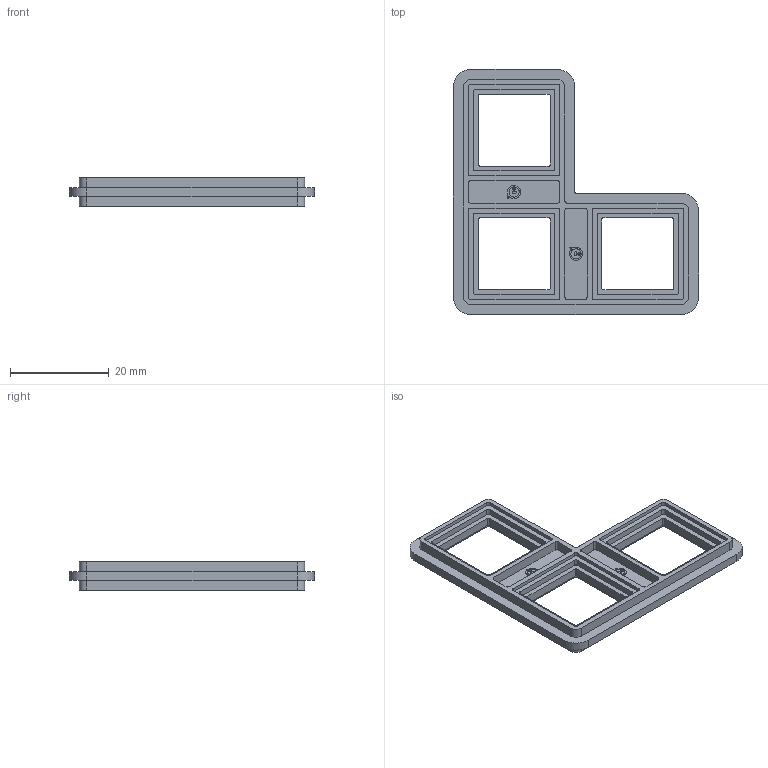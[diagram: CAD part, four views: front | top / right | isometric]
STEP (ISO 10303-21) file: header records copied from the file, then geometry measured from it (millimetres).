
FILE_DESCRIPTION (( 'STEP AP214' ), '1' );
FILE_NAME ('750-0999-119 Rev1.STEP', '2022-10-26T23:55:46', ( '' ), ( '' ), 'SwSTEP 2.0', 'SolidWorks 2021', '' );
FILE_SCHEMA (( 'AUTOMOTIVE_DESIGN' ));
Length unit declared in the file: millimetre
Products named in the file (1): 750-0999-119 Rev1
Bounding box: 49.5 x 49.5 x 5.75 mm (x, y, z)
Volume: 3596.6 mm3; surface area: 4899.7 mm2
Topology: 1 solids, 1 shells, 832 faces, 2388 edges, 1592 vertices
Faces by surface type: plane 738, cylinder 94
Entity records: 26866 total; most frequent: CARTESIAN_POINT 4813, ORIENTED_EDGE 4776, DIRECTION 4242, EDGE_CURVE 2388, LINE 2200, VECTOR 2200, VERTEX_POINT 1592, AXIS2_PLACEMENT_3D 1021
